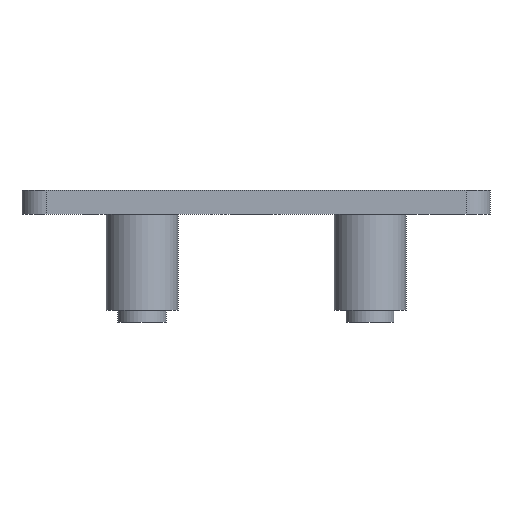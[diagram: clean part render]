
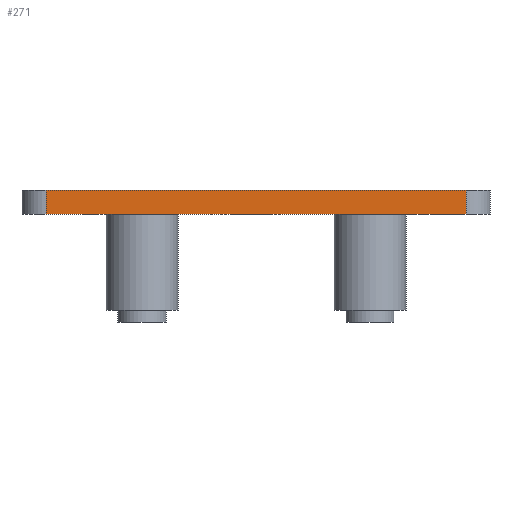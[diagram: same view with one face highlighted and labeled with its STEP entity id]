
A CAD part, front view. The second image highlights one B-rep face of the part: STEP entity #271.
In plain terms, the highlighted planar face has unit normal (0, -1, 0).
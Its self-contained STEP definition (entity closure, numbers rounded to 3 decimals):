
#26 = VERTEX_POINT ( 'NONE', #920 ) ;
#41 = CARTESIAN_POINT ( 'NONE',  ( -3., -42., 10. ) ) ;
#72 = EDGE_CURVE ( 'NONE', #26, #1032, #1198, .T. ) ;
#75 = VECTOR ( 'NONE', #1017, 1000. ) ;
#133 = DIRECTION ( 'NONE',  ( 0., 0., 1. ) ) ;
#146 = VECTOR ( 'NONE', #532, 1000. ) ;
#178 = CARTESIAN_POINT ( 'NONE',  ( 27., -42., 10. ) ) ;
#237 = ORIENTED_EDGE ( 'NONE', *, *, #719, .T. ) ;
#249 = CARTESIAN_POINT ( 'NONE',  ( -3., -42., 8. ) ) ;
#252 = DIRECTION ( 'NONE',  ( 0., 0., 1. ) ) ;
#270 = AXIS2_PLACEMENT_3D ( 'NONE', #41, #888, #133 ) ;
#271 = ADVANCED_FACE ( 'NONE', ( #977 ), #424, .F. ) ;
#346 = LINE ( 'NONE', #540, #755 ) ;
#358 = CARTESIAN_POINT ( 'NONE',  ( -8., -42., 8. ) ) ;
#421 = EDGE_LOOP ( 'NONE', ( #1067, #237, #723, #699 ) ) ;
#424 = PLANE ( 'NONE',  #270 ) ;
#462 = VECTOR ( 'NONE', #1197, 1000. ) ;
#532 = DIRECTION ( 'NONE',  ( 0., 0., -1. ) ) ;
#540 = CARTESIAN_POINT ( 'NONE',  ( 27., -42., 10. ) ) ;
#545 = CARTESIAN_POINT ( 'NONE',  ( 27., -42., 8. ) ) ;
#699 = ORIENTED_EDGE ( 'NONE', *, *, #793, .T. ) ;
#719 = EDGE_CURVE ( 'NONE', #738, #1032, #346, .T. ) ;
#723 = ORIENTED_EDGE ( 'NONE', *, *, #72, .F. ) ;
#738 = VERTEX_POINT ( 'NONE', #545 ) ;
#744 = CARTESIAN_POINT ( 'NONE',  ( -8., -42., 8. ) ) ;
#746 = CARTESIAN_POINT ( 'NONE',  ( -3., -42., 10. ) ) ;
#755 = VECTOR ( 'NONE', #252, 1000. ) ;
#769 = VERTEX_POINT ( 'NONE', #358 ) ;
#793 = EDGE_CURVE ( 'NONE', #26, #769, #1110, .T. ) ;
#838 = EDGE_CURVE ( 'NONE', #769, #738, #988, .T. ) ;
#888 = DIRECTION ( 'NONE',  ( 0., 1., 0. ) ) ;
#920 = CARTESIAN_POINT ( 'NONE',  ( -8., -42., 10. ) ) ;
#977 = FACE_OUTER_BOUND ( 'NONE', #421, .T. ) ;
#988 = LINE ( 'NONE', #249, #462 ) ;
#1017 = DIRECTION ( 'NONE',  ( 1., 0., 0. ) ) ;
#1032 = VERTEX_POINT ( 'NONE', #178 ) ;
#1067 = ORIENTED_EDGE ( 'NONE', *, *, #838, .T. ) ;
#1110 = LINE ( 'NONE', #744, #146 ) ;
#1197 = DIRECTION ( 'NONE',  ( 1., 0., 0. ) ) ;
#1198 = LINE ( 'NONE', #746, #75 ) ;
